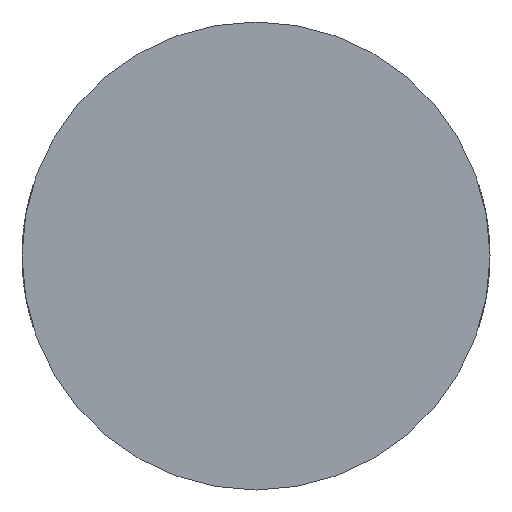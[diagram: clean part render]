
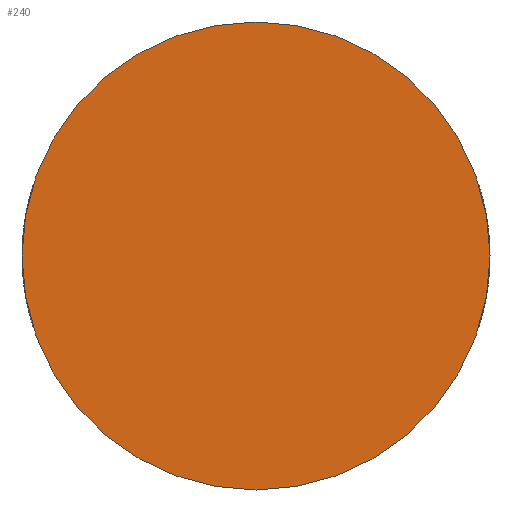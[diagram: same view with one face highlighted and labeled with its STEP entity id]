
A CAD part, front view. The second image highlights one B-rep face of the part: STEP entity #240.
In plain terms, the highlighted planar face has unit normal (0, -1, 0).
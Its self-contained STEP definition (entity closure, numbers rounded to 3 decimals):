
#29 = CARTESIAN_POINT ( 'NONE',  ( 0., 0., 0. ) ) ;
#36 = CARTESIAN_POINT ( 'NONE',  ( 0., 0., 0. ) ) ;
#42 = AXIS2_PLACEMENT_3D ( 'NONE', #36, #259, #157 ) ;
#49 = CIRCLE ( 'NONE', #78, 10. ) ;
#78 = AXIS2_PLACEMENT_3D ( 'NONE', #228, #204, #307 ) ;
#94 = EDGE_CURVE ( 'NONE', #272, #99, #49, .T. ) ;
#99 = VERTEX_POINT ( 'NONE', #181 ) ;
#113 = DIRECTION ( 'NONE',  ( 0., 0., 1. ) ) ;
#132 = ORIENTED_EDGE ( 'NONE', *, *, #256, .F. ) ;
#155 = CIRCLE ( 'NONE', #222, 10. ) ;
#157 = DIRECTION ( 'NONE',  ( 0., 0., 1. ) ) ;
#176 = EDGE_LOOP ( 'NONE', ( #132, #219 ) ) ;
#178 = CARTESIAN_POINT ( 'NONE',  ( 0., 0., 10. ) ) ;
#181 = CARTESIAN_POINT ( 'NONE',  ( 0., 0., -10. ) ) ;
#204 = DIRECTION ( 'NONE',  ( 0., 1., 0. ) ) ;
#219 = ORIENTED_EDGE ( 'NONE', *, *, #94, .F. ) ;
#222 = AXIS2_PLACEMENT_3D ( 'NONE', #29, #283, #113 ) ;
#228 = CARTESIAN_POINT ( 'NONE',  ( 0., 0., 0. ) ) ;
#240 = ADVANCED_FACE ( 'NONE', ( #263 ), #255, .F. ) ;
#255 = PLANE ( 'NONE',  #42 ) ;
#256 = EDGE_CURVE ( 'NONE', #99, #272, #155, .T. ) ;
#259 = DIRECTION ( 'NONE',  ( 0., 1., 0. ) ) ;
#263 = FACE_OUTER_BOUND ( 'NONE', #176, .T. ) ;
#272 = VERTEX_POINT ( 'NONE', #178 ) ;
#283 = DIRECTION ( 'NONE',  ( 0., 1., 0. ) ) ;
#307 = DIRECTION ( 'NONE',  ( 0., 0., 1. ) ) ;
